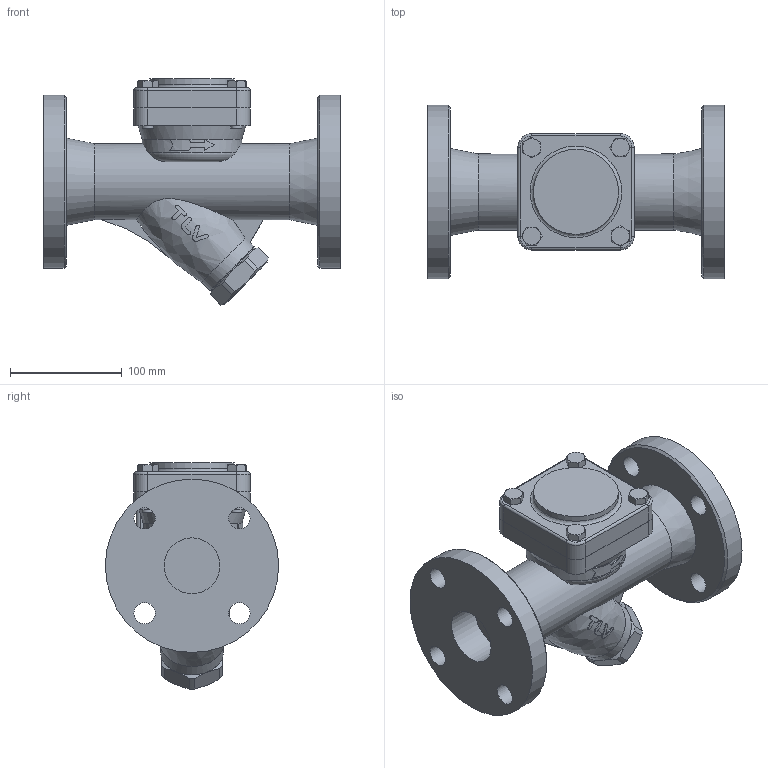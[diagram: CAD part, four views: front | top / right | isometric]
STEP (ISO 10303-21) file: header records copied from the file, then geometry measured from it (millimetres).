
FILE_DESCRIPTION((''),'2;1');
FILE_NAME('a3n00-050-jis10-00.stp','2010-12-06T16:06:25',('nakaot'),(''),'Autodesk Inventor 2008','Autodesk Inventor 2008','');
FILE_SCHEMA(('AUTOMOTIVE_DESIGN { 1 0 10303 214 1 1 1 1 }'));
Length unit declared in the file: millimetre
Products named in the file (1): a3n00-050-jis10-00
Bounding box: 265 x 155 x 202.29 mm (x, y, z)
Volume: 2246946.1 mm3; surface area: 221584.9 mm2
Topology: 2 solids, 2 shells, 214 faces, 523 edges, 338 vertices
Faces by surface type: plane 94, cylinder 58, cone 30, bspline 25, torus 7
Full cylindrical faces by diameter (mm): 10 x8, 19 x4, 50 x2, 54 x1, 56 x1, 68 x1, 76 x1, 155 x1
Entity records: 7814 total; most frequent: CARTESIAN_POINT 3231, ORIENTED_EDGE 940, DIRECTION 878, EDGE_CURVE 470, AXIS2_PLACEMENT_3D 355, VERTEX_POINT 320, EDGE_LOOP 301, FACE_OUTER_BOUND 214
